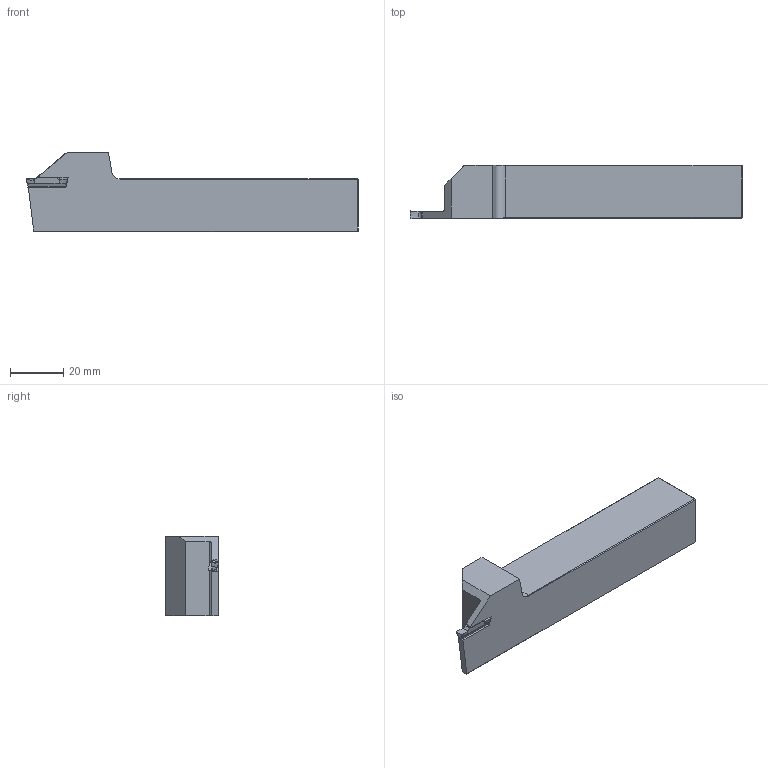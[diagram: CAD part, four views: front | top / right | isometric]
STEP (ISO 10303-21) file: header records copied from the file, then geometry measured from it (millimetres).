
FILE_DESCRIPTION(/* description */ (''),/* implementation_level */ '2;1');
FILE_NAME(/* name */ 'ADKT-IG-R-2020-3-T12.stp',/* time_stamp */ '2023-10-18T14:04:07+03:00',/* author */ (''),/* organization */ (''),/* preprocessor_version */ 'ST-DEVELOPER v19.4',/* originating_system */ 'SIEMENS PLM Software NX2306.3001',/* authorisation */ '');
FILE_SCHEMA (('AUTOMOTIVE_DESIGN { 1 0 10303 214 3 1 1 1 }'));
Length unit declared in the file: millimetre
Products named in the file (1): ADKT-IG-R-2020-3-T12
Bounding box: 125.01 x 20.29 x 30 mm (x, y, z)
Volume: 48306 mm3; surface area: 10912.8 mm2
Topology: 2 solids, 2 shells, 111 faces, 294 edges, 187 vertices
Faces by surface type: bspline 50, plane 45, cylinder 16
Entity records: 10568 total; most frequent: CARTESIAN_POINT 7735, ORIENTED_EDGE 588, EDGE_CURVE 294, DIRECTION 269, VERTEX_POINT 187, B_SPLINE_CURVE_WITH_KNOTS 169, ADVANCED_FACE 111, FACE_OUTER_BOUND 111
